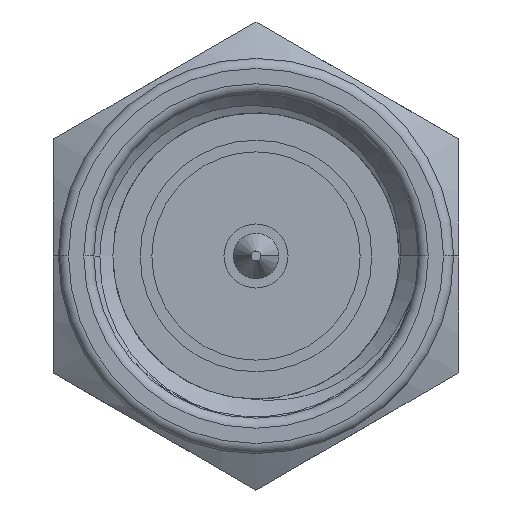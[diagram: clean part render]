
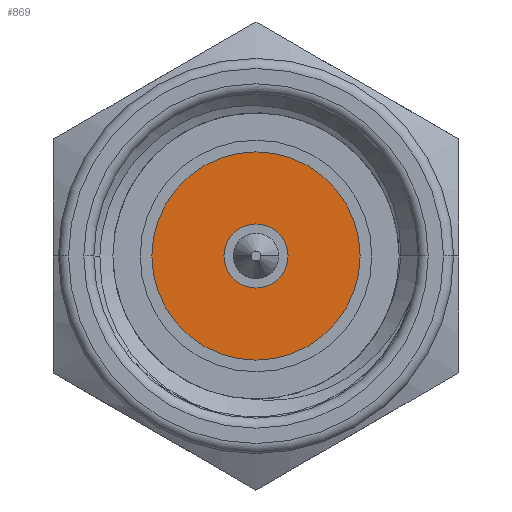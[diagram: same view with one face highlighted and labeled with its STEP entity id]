
A CAD part, left-side view. The second image highlights one B-rep face of the part: STEP entity #869.
In plain terms, the highlighted planar face has unit normal (-1, 0, 0).
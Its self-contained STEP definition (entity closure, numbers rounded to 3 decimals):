
#26 = FACE_BOUND ( 'NONE', #390, .T. ) ;
#106 = DIRECTION ( 'NONE',  ( -1., 0., 0. ) ) ;
#241 = CIRCLE ( 'NONE', #2162, 2.055 ) ;
#390 = EDGE_LOOP ( 'NONE', ( #4350, #1503 ) ) ;
#807 = FACE_OUTER_BOUND ( 'NONE', #4735, .T. ) ;
#822 = ORIENTED_EDGE ( 'NONE', *, *, #2187, .T. ) ;
#869 = ADVANCED_FACE ( 'NONE', ( #26, #807 ), #4968, .T. ) ;
#878 = CIRCLE ( 'NONE', #3381, 0.632 ) ;
#929 = CARTESIAN_POINT ( 'NONE',  ( -15.292, 2.055, 0. ) ) ;
#937 = EDGE_CURVE ( 'NONE', #3990, #4902, #2862, .T. ) ;
#1109 = DIRECTION ( 'NONE',  ( -1., 0., 0. ) ) ;
#1175 = DIRECTION ( 'NONE',  ( 0., 0., 1. ) ) ;
#1238 = CARTESIAN_POINT ( 'NONE',  ( -15.292, -0.632, 0. ) ) ;
#1255 = CARTESIAN_POINT ( 'NONE',  ( -15.292, 0., 0. ) ) ;
#1351 = CARTESIAN_POINT ( 'NONE',  ( -15.292, 0., 0. ) ) ;
#1435 = DIRECTION ( 'NONE',  ( 0., -1., 0. ) ) ;
#1503 = ORIENTED_EDGE ( 'NONE', *, *, #4393, .F. ) ;
#1650 = VERTEX_POINT ( 'NONE', #1238 ) ;
#1697 = DIRECTION ( 'NONE',  ( 0., -1., 0. ) ) ;
#1822 = DIRECTION ( 'NONE',  ( -1., 0., 0. ) ) ;
#1833 = EDGE_CURVE ( 'NONE', #1650, #5066, #4318, .T. ) ;
#1844 = CARTESIAN_POINT ( 'NONE',  ( -15.292, 0., 0. ) ) ;
#2068 = AXIS2_PLACEMENT_3D ( 'NONE', #1844, #1109, #4648 ) ;
#2107 = ORIENTED_EDGE ( 'NONE', *, *, #937, .T. ) ;
#2162 = AXIS2_PLACEMENT_3D ( 'NONE', #4044, #106, #3577 ) ;
#2187 = EDGE_CURVE ( 'NONE', #4902, #3990, #241, .T. ) ;
#2389 = DIRECTION ( 'NONE',  ( -1., 0., 0. ) ) ;
#2524 = AXIS2_PLACEMENT_3D ( 'NONE', #4054, #4383, #1175 ) ;
#2862 = CIRCLE ( 'NONE', #4201, 2.055 ) ;
#2932 = CARTESIAN_POINT ( 'NONE',  ( -15.292, -2.055, 0. ) ) ;
#3381 = AXIS2_PLACEMENT_3D ( 'NONE', #1351, #1822, #1435 ) ;
#3577 = DIRECTION ( 'NONE',  ( 0., -1., 0. ) ) ;
#3990 = VERTEX_POINT ( 'NONE', #2932 ) ;
#4026 = CARTESIAN_POINT ( 'NONE',  ( -15.292, 0.633, 0. ) ) ;
#4044 = CARTESIAN_POINT ( 'NONE',  ( -15.292, 0., 0. ) ) ;
#4054 = CARTESIAN_POINT ( 'NONE',  ( -15.292, -0.632, 0. ) ) ;
#4201 = AXIS2_PLACEMENT_3D ( 'NONE', #1255, #2389, #1697 ) ;
#4318 = CIRCLE ( 'NONE', #2068, 0.632 ) ;
#4350 = ORIENTED_EDGE ( 'NONE', *, *, #1833, .F. ) ;
#4383 = DIRECTION ( 'NONE',  ( -1., 0., 0. ) ) ;
#4393 = EDGE_CURVE ( 'NONE', #5066, #1650, #878, .T. ) ;
#4648 = DIRECTION ( 'NONE',  ( 0., -1., 0. ) ) ;
#4735 = EDGE_LOOP ( 'NONE', ( #2107, #822 ) ) ;
#4902 = VERTEX_POINT ( 'NONE', #929 ) ;
#4968 = PLANE ( 'NONE',  #2524 ) ;
#5066 = VERTEX_POINT ( 'NONE', #4026 ) ;
